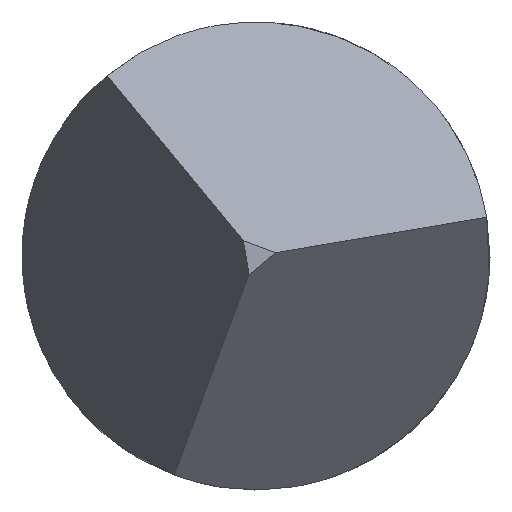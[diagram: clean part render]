
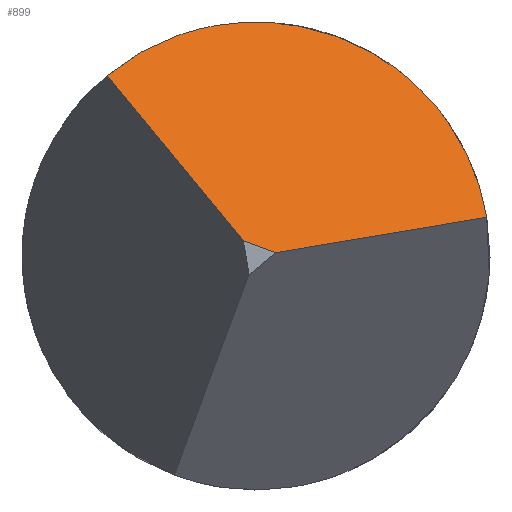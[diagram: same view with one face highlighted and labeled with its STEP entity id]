
A CAD part, left-side view. The second image highlights one B-rep face of the part: STEP entity #899.
In plain terms, the highlighted planar face has unit normal (-0.5, -0.303, 0.811).
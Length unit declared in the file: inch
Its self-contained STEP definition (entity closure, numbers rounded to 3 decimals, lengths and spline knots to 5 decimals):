
#19 = VECTOR ( 'NONE', #918, 39.37008 ) ;
#31 = CARTESIAN_POINT ( 'NONE',  ( -0.43138, -0.02318, 0.00389 ) ) ;
#63 = ORIENTED_EDGE ( 'NONE', *, *, #370, .F. ) ;
#89 = CARTESIAN_POINT ( 'NONE',  ( -0.45, -0.00197, 0.00033 ) ) ;
#97 = PLANE ( 'NONE',  #1137 ) ;
#104 = LINE ( 'NONE', #1407, #388 ) ;
#110 = LINE ( 'NONE', #1203, #562 ) ;
#117 = EDGE_CURVE ( 'NONE', #288, #331, #110, .T. ) ;
#156 = CARTESIAN_POINT ( 'NONE',  ( -0.45, 0.00127, 0.00154 ) ) ;
#215 = EDGE_CURVE ( 'NONE', #1484, #858, #1194, .T. ) ;
#236 = CARTESIAN_POINT ( 'NONE',  ( -0.43138, 0.01496, 0.01813 ) ) ;
#285 = CARTESIAN_POINT ( 'NONE',  ( -0.41648, 0.00389, 0.02318 ) ) ;
#287 = EDGE_CURVE ( 'NONE', #288, #483, #967, .T. ) ;
#288 = VERTEX_POINT ( 'NONE', #89 ) ;
#331 = VERTEX_POINT ( 'NONE', #156 ) ;
#370 = EDGE_CURVE ( 'NONE', #858, #483, #1354, .T. ) ;
#388 = VECTOR ( 'NONE', #1539, 39.37008 ) ;
#483 = VERTEX_POINT ( 'NONE', #31 ) ;
#511 = CARTESIAN_POINT ( 'NONE',  ( -0.42516, 0.01175, 0.02077 ) ) ;
#560 = CARTESIAN_POINT ( 'NONE',  ( -0.41073, -0.0209, 0.01746 ) ) ;
#562 = VECTOR ( 'NONE', #1511, 39.37008 ) ;
#638 = CARTESIAN_POINT ( 'NONE',  ( -0.41648, 0.00389, 0.02318 ) ) ;
#646 = CARTESIAN_POINT ( 'NONE',  ( -0.41648, 0.00389, 0.02318 ) ) ;
#703 = DIRECTION ( 'NONE',  ( -0.5, -0.303, 0.811 ) ) ;
#743 = ORIENTED_EDGE ( 'NONE', *, *, #215, .F. ) ;
#749 = FACE_OUTER_BOUND ( 'NONE', #1366, .T. ) ;
#858 = VERTEX_POINT ( 'NONE', #646 ) ;
#899 = ADVANCED_FACE ( 'NONE', ( #749 ), #97, .T. ) ;
#918 = DIRECTION ( 'NONE',  ( 0.655, -0.746, 0.125 ) ) ;
#967 = LINE ( 'NONE', #1394, #19 ) ;
#1031 = ORIENTED_EDGE ( 'NONE', *, *, #1504, .F. ) ;
#1098 = CARTESIAN_POINT ( 'NONE',  ( -0.40456, -0.00969, 0.02545 ) ) ;
#1137 = AXIS2_PLACEMENT_3D ( 'NONE', #1405, #703, #1537 ) ;
#1194 =( BOUNDED_CURVE ( )  B_SPLINE_CURVE ( 3, ( #1216, #511, #1337, #638 ),
 .UNSPECIFIED., .F., .T. ) 
 B_SPLINE_CURVE_WITH_KNOTS ( ( 4, 4 ),
 ( 5.23599, 5.75959 ),
 .UNSPECIFIED. ) 
 CURVE ( )  GEOMETRIC_REPRESENTATION_ITEM ( )  RATIONAL_B_SPLINE_CURVE ( ( 1., 0.977, 0.977, 1. ) ) 
 REPRESENTATION_ITEM ( '' )  );
#1203 = CARTESIAN_POINT ( 'NONE',  ( -0.45, -0.85125, -0.3168 ) ) ;
#1216 = CARTESIAN_POINT ( 'NONE',  ( -0.43138, 0.01496, 0.01813 ) ) ;
#1240 = ORIENTED_EDGE ( 'NONE', *, *, #287, .T. ) ;
#1337 = CARTESIAN_POINT ( 'NONE',  ( -0.42008, 0.00798, 0.02249 ) ) ;
#1354 =( BOUNDED_CURVE ( )  B_SPLINE_CURVE ( 3, ( #285, #1098, #560, #1383 ),
 .UNSPECIFIED., .F., .T. ) 
 B_SPLINE_CURVE_WITH_KNOTS ( ( 4, 4 ),
 ( 5.75959, 7.33038 ),
 .UNSPECIFIED. ) 
 CURVE ( )  GEOMETRIC_REPRESENTATION_ITEM ( )  RATIONAL_B_SPLINE_CURVE ( ( 1., 0.805, 0.805, 1. ) ) 
 REPRESENTATION_ITEM ( '' )  );
#1366 = EDGE_LOOP ( 'NONE', ( #1531, #1240, #63, #743, #1031 ) ) ;
#1383 = CARTESIAN_POINT ( 'NONE',  ( -0.43138, -0.02318, 0.00389 ) ) ;
#1394 = CARTESIAN_POINT ( 'NONE',  ( -0.06148, -0.44442, 0.07456 ) ) ;
#1405 = CARTESIAN_POINT ( 'NONE',  ( -0.45, -0.85125, -0.3168 ) ) ;
#1407 = CARTESIAN_POINT ( 'NONE',  ( -0.07406, 0.27753, 0.33639 ) ) ;
#1484 = VERTEX_POINT ( 'NONE', #236 ) ;
#1504 = EDGE_CURVE ( 'NONE', #331, #1484, #104, .T. ) ;
#1511 = DIRECTION ( 'NONE',  ( 0., 0.937, 0.35 ) ) ;
#1531 = ORIENTED_EDGE ( 'NONE', *, *, #117, .F. ) ;
#1537 = DIRECTION ( 'NONE',  ( 0.832, 0.092, 0.547 ) ) ;
#1539 = DIRECTION ( 'NONE',  ( 0.655, 0.481, 0.583 ) ) ;
